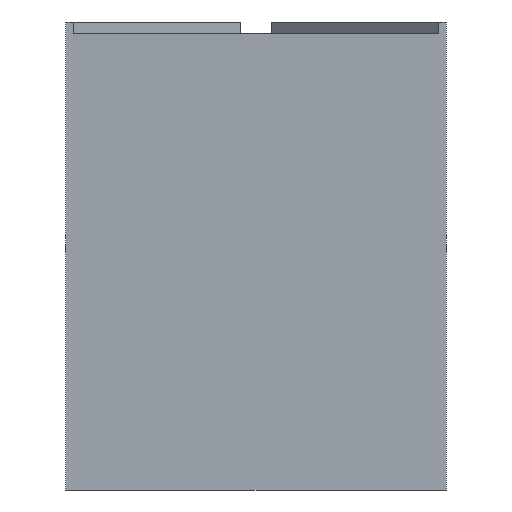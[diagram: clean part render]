
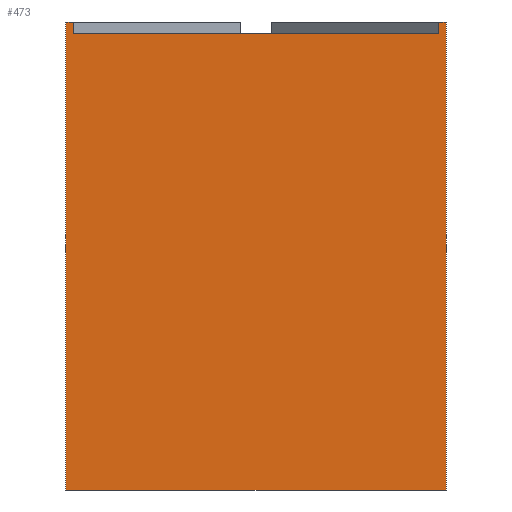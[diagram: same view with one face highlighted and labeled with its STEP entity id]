
A CAD part, left-side view. The second image highlights one B-rep face of the part: STEP entity #473.
In plain terms, the highlighted planar face has unit normal (-1, 0, 0).
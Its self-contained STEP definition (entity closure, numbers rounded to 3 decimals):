
#78=FACE_OUTER_BOUND('',#107,.T.);
#107=EDGE_LOOP('',(#382,#383,#384,#385,#386,#387,#388,#389));
#131=LINE('',#719,#174);
#145=LINE('',#784,#188);
#146=LINE('',#787,#189);
#147=LINE('',#789,#190);
#148=LINE('',#790,#191);
#149=LINE('',#792,#192);
#150=LINE('',#794,#193);
#151=LINE('',#795,#194);
#174=VECTOR('',#575,50.);
#188=VECTOR('',#643,48.);
#189=VECTOR('',#646,61.5);
#190=VECTOR('',#647,1.);
#191=VECTOR('',#648,1.5);
#192=VECTOR('',#649,1.5);
#193=VECTOR('',#650,1.);
#194=VECTOR('',#651,61.5);
#217=VERTEX_POINT('',#717);
#218=VERTEX_POINT('',#718);
#238=VERTEX_POINT('',#774);
#242=VERTEX_POINT('',#782);
#243=VERTEX_POINT('',#786);
#244=VERTEX_POINT('',#788);
#245=VERTEX_POINT('',#791);
#246=VERTEX_POINT('',#793);
#263=EDGE_CURVE('',#217,#218,#131,.T.);
#295=EDGE_CURVE('',#242,#238,#145,.T.);
#296=EDGE_CURVE('',#243,#218,#146,.T.);
#297=EDGE_CURVE('',#244,#243,#147,.T.);
#298=EDGE_CURVE('',#244,#238,#148,.T.);
#299=EDGE_CURVE('',#245,#242,#149,.T.);
#300=EDGE_CURVE('',#246,#245,#150,.T.);
#301=EDGE_CURVE('',#246,#217,#151,.T.);
#382=ORIENTED_EDGE('',*,*,#263,.T.);
#383=ORIENTED_EDGE('',*,*,#296,.F.);
#384=ORIENTED_EDGE('',*,*,#297,.F.);
#385=ORIENTED_EDGE('',*,*,#298,.T.);
#386=ORIENTED_EDGE('',*,*,#295,.F.);
#387=ORIENTED_EDGE('',*,*,#299,.F.);
#388=ORIENTED_EDGE('',*,*,#300,.F.);
#389=ORIENTED_EDGE('',*,*,#301,.T.);
#448=PLANE('',#538);
#473=ADVANCED_FACE('',(#78),#448,.F.);
#538=AXIS2_PLACEMENT_3D('',#785,#644,#645);
#575=DIRECTION('',(0.,-1.,0.));
#643=DIRECTION('',(0.,-1.,0.));
#644=DIRECTION('center_axis',(1.,0.,0.));
#645=DIRECTION('ref_axis',(0.,0.,-1.));
#646=DIRECTION('',(0.,0.,-1.));
#647=DIRECTION('',(0.,-1.,0.));
#648=DIRECTION('',(0.,0.,-1.));
#649=DIRECTION('',(0.,0.,-1.));
#650=DIRECTION('',(0.,-1.,0.));
#651=DIRECTION('',(0.,0.,-1.));
#717=CARTESIAN_POINT('',(-16.828,25.,0.));
#718=CARTESIAN_POINT('',(-16.828,-25.,0.));
#719=CARTESIAN_POINT('',(-16.828,25.,0.));
#774=CARTESIAN_POINT('',(-16.828,-24.,60.));
#782=CARTESIAN_POINT('',(-16.828,24.,60.));
#784=CARTESIAN_POINT('',(-16.828,24.,60.));
#785=CARTESIAN_POINT('Origin',(-16.828,25.,60.));
#786=CARTESIAN_POINT('',(-16.828,-25.,61.5));
#787=CARTESIAN_POINT('',(-16.828,-25.,61.5));
#788=CARTESIAN_POINT('',(-16.828,-24.,61.5));
#789=CARTESIAN_POINT('',(-16.828,-24.,61.5));
#790=CARTESIAN_POINT('',(-16.828,-24.,61.5));
#791=CARTESIAN_POINT('',(-16.828,24.,61.5));
#792=CARTESIAN_POINT('',(-16.828,24.,61.5));
#793=CARTESIAN_POINT('',(-16.828,25.,61.5));
#794=CARTESIAN_POINT('',(-16.828,25.,61.5));
#795=CARTESIAN_POINT('',(-16.828,25.,61.5));
